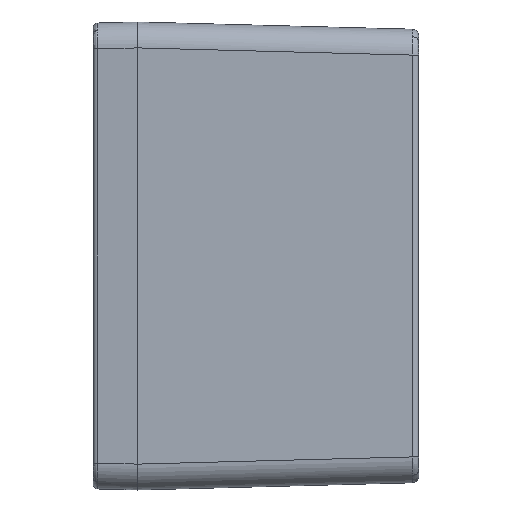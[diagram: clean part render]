
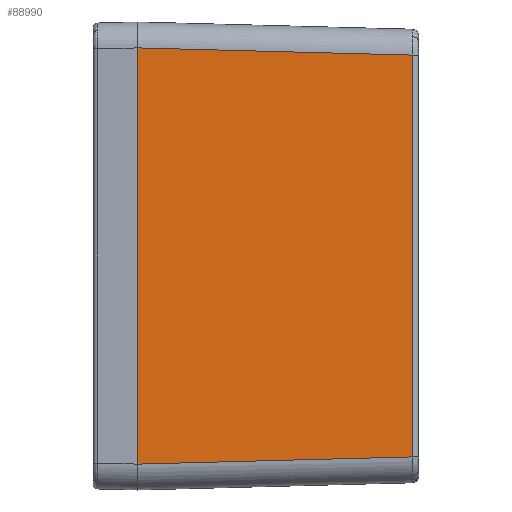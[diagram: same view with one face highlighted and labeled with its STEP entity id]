
A CAD part, left-side view. The second image highlights one B-rep face of the part: STEP entity #88990.
In plain terms, the highlighted planar face has unit normal (-1, -0.026, 0).
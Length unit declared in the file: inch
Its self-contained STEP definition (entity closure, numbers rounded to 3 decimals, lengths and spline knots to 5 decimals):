
#431 = EDGE_CURVE ( 'NONE', #21850, #78836, #43269, .T. ) ;
#1751 = CARTESIAN_POINT ( 'NONE',  ( -2.85555, -2.50942, -1.83201 ) ) ;
#1803 = VERTEX_POINT ( 'NONE', #26112 ) ;
#1999 = ORIENTED_EDGE ( 'NONE', *, *, #431, .T. ) ;
#6796 = CARTESIAN_POINT ( 'NONE',  ( -2.92126, 0., 1.89772 ) ) ;
#8643 = EDGE_LOOP ( 'NONE', ( #1999, #84998, #86204, #22779 ) ) ;
#8951 = EDGE_CURVE ( 'NONE', #78836, #1803, #70662, .T. ) ;
#16674 = FACE_OUTER_BOUND ( 'NONE', #8643, .T. ) ;
#20270 = CARTESIAN_POINT ( 'NONE',  ( -2.92126, 0., -2.13386 ) ) ;
#21850 = VERTEX_POINT ( 'NONE', #59153 ) ;
#22779 = ORIENTED_EDGE ( 'NONE', *, *, #35536, .F. ) ;
#23985 = PLANE ( 'NONE',  #79364 ) ;
#24140 = DIRECTION ( 'NONE',  ( -0.026, 0.999, -0.026 ) ) ;
#25174 = LINE ( 'NONE', #52809, #49553 ) ;
#25766 = DIRECTION ( 'NONE',  ( -1., -0.026, 0. ) ) ;
#26112 = CARTESIAN_POINT ( 'NONE',  ( -2.92126, 0., -1.89772 ) ) ;
#29998 = VERTEX_POINT ( 'NONE', #1751 ) ;
#35536 = EDGE_CURVE ( 'NONE', #21850, #29998, #25174, .T. ) ;
#38162 = CARTESIAN_POINT ( 'NONE',  ( -2.85555, -2.50942, 1.83201 ) ) ;
#38595 = DIRECTION ( 'NONE',  ( -0.026, 0.999, 0.026 ) ) ;
#43269 = LINE ( 'NONE', #38162, #70000 ) ;
#43996 = VECTOR ( 'NONE', #24140, 39.37008 ) ;
#44572 = LINE ( 'NONE', #86283, #43996 ) ;
#49553 = VECTOR ( 'NONE', #61443, 39.37008 ) ;
#52395 = EDGE_CURVE ( 'NONE', #29998, #1803, #44572, .T. ) ;
#52809 = CARTESIAN_POINT ( 'NONE',  ( -2.85555, -2.50942, -2.13386 ) ) ;
#59153 = CARTESIAN_POINT ( 'NONE',  ( -2.85555, -2.50942, 1.83201 ) ) ;
#61139 = DIRECTION ( 'NONE',  ( 0.026, -1., 0. ) ) ;
#61443 = DIRECTION ( 'NONE',  ( 0., 0., -1. ) ) ;
#69624 = VECTOR ( 'NONE', #79269, 39.37008 ) ;
#70000 = VECTOR ( 'NONE', #38595, 39.37008 ) ;
#70662 = LINE ( 'NONE', #86033, #69624 ) ;
#78836 = VERTEX_POINT ( 'NONE', #6796 ) ;
#79269 = DIRECTION ( 'NONE',  ( 0., 0., -1. ) ) ;
#79364 = AXIS2_PLACEMENT_3D ( 'NONE', #20270, #25766, #61139 ) ;
#84998 = ORIENTED_EDGE ( 'NONE', *, *, #8951, .T. ) ;
#86033 = CARTESIAN_POINT ( 'NONE',  ( -2.92126, 0., -2.13386 ) ) ;
#86204 = ORIENTED_EDGE ( 'NONE', *, *, #52395, .F. ) ;
#86283 = CARTESIAN_POINT ( 'NONE',  ( -2.92142, 0.00618, -1.89788 ) ) ;
#88990 = ADVANCED_FACE ( 'NONE', ( #16674 ), #23985, .T. ) ;
